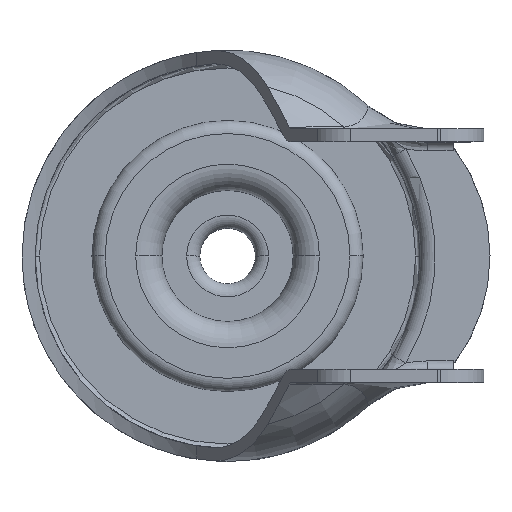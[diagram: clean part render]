
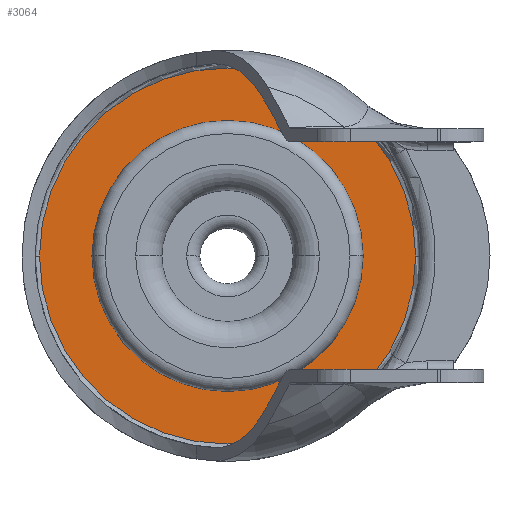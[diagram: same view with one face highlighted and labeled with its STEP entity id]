
A CAD part, top view. The second image highlights one B-rep face of the part: STEP entity #3064.
In plain terms, the highlighted planar face has unit normal (0, 0, 1).
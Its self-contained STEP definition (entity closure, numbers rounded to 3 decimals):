
#324 = AXIS2_PLACEMENT_3D ( 'NONE', #387, #5148, #468 ) ;
#387 = CARTESIAN_POINT ( 'NONE',  ( 0., 0., -1.5 ) ) ;
#468 = DIRECTION ( 'NONE',  ( 1., 0., 0. ) ) ;
#527 = AXIS2_PLACEMENT_3D ( 'NONE', #4457, #2625, #4881 ) ;
#617 = CARTESIAN_POINT ( 'NONE',  ( 0., 0., -1.5 ) ) ;
#838 = EDGE_CURVE ( 'NONE', #1324, #2558, #1795, .T. ) ;
#924 = CARTESIAN_POINT ( 'NONE',  ( -31., 0., -1.5 ) ) ;
#1136 = DIRECTION ( 'NONE',  ( 0., 0., 1. ) ) ;
#1324 = VERTEX_POINT ( 'NONE', #3763 ) ;
#1450 = DIRECTION ( 'NONE',  ( 1., 0., 0. ) ) ;
#1538 = DIRECTION ( 'NONE',  ( 0., 0., 1. ) ) ;
#1569 = FACE_BOUND ( 'NONE', #2425, .T. ) ;
#1573 = DIRECTION ( 'NONE',  ( 1., 0., 0. ) ) ;
#1588 = PLANE ( 'NONE',  #3452 ) ;
#1795 = CIRCLE ( 'NONE', #2960, 43. ) ;
#1990 = ORIENTED_EDGE ( 'NONE', *, *, #4176, .F. ) ;
#2067 = CARTESIAN_POINT ( 'NONE',  ( -43., 0., -1.5 ) ) ;
#2076 = FACE_OUTER_BOUND ( 'NONE', #6021, .T. ) ;
#2425 = EDGE_LOOP ( 'NONE', ( #1990, #5738 ) ) ;
#2552 = CARTESIAN_POINT ( 'NONE',  ( 0., 0., -1.5 ) ) ;
#2558 = VERTEX_POINT ( 'NONE', #2067 ) ;
#2625 = DIRECTION ( 'NONE',  ( 0., 0., 1. ) ) ;
#2909 = DIRECTION ( 'NONE',  ( 1., 0., 0. ) ) ;
#2960 = AXIS2_PLACEMENT_3D ( 'NONE', #617, #1538, #2909 ) ;
#3064 = ADVANCED_FACE ( 'NONE', ( #1569, #2076 ), #1588, .T. ) ;
#3373 = CIRCLE ( 'NONE', #324, 31. ) ;
#3393 = CIRCLE ( 'NONE', #3632, 31. ) ;
#3452 = AXIS2_PLACEMENT_3D ( 'NONE', #2552, #1136, #1573 ) ;
#3632 = AXIS2_PLACEMENT_3D ( 'NONE', #5228, #5204, #1450 ) ;
#3763 = CARTESIAN_POINT ( 'NONE',  ( 43., 0., -1.5 ) ) ;
#4176 = EDGE_CURVE ( 'NONE', #4480, #5343, #3393, .T. ) ;
#4457 = CARTESIAN_POINT ( 'NONE',  ( 0., 0., -1.5 ) ) ;
#4480 = VERTEX_POINT ( 'NONE', #924 ) ;
#4838 = CARTESIAN_POINT ( 'NONE',  ( 31., 0., -1.5 ) ) ;
#4881 = DIRECTION ( 'NONE',  ( 1., 0., 0. ) ) ;
#5009 = ORIENTED_EDGE ( 'NONE', *, *, #5359, .T. ) ;
#5084 = CIRCLE ( 'NONE', #527, 43. ) ;
#5148 = DIRECTION ( 'NONE',  ( 0., 0., 1. ) ) ;
#5204 = DIRECTION ( 'NONE',  ( 0., 0., 1. ) ) ;
#5228 = CARTESIAN_POINT ( 'NONE',  ( 0., 0., -1.5 ) ) ;
#5343 = VERTEX_POINT ( 'NONE', #4838 ) ;
#5359 = EDGE_CURVE ( 'NONE', #2558, #1324, #5084, .T. ) ;
#5518 = ORIENTED_EDGE ( 'NONE', *, *, #838, .T. ) ;
#5642 = EDGE_CURVE ( 'NONE', #5343, #4480, #3373, .T. ) ;
#5738 = ORIENTED_EDGE ( 'NONE', *, *, #5642, .F. ) ;
#6021 = EDGE_LOOP ( 'NONE', ( #5518, #5009 ) ) ;
